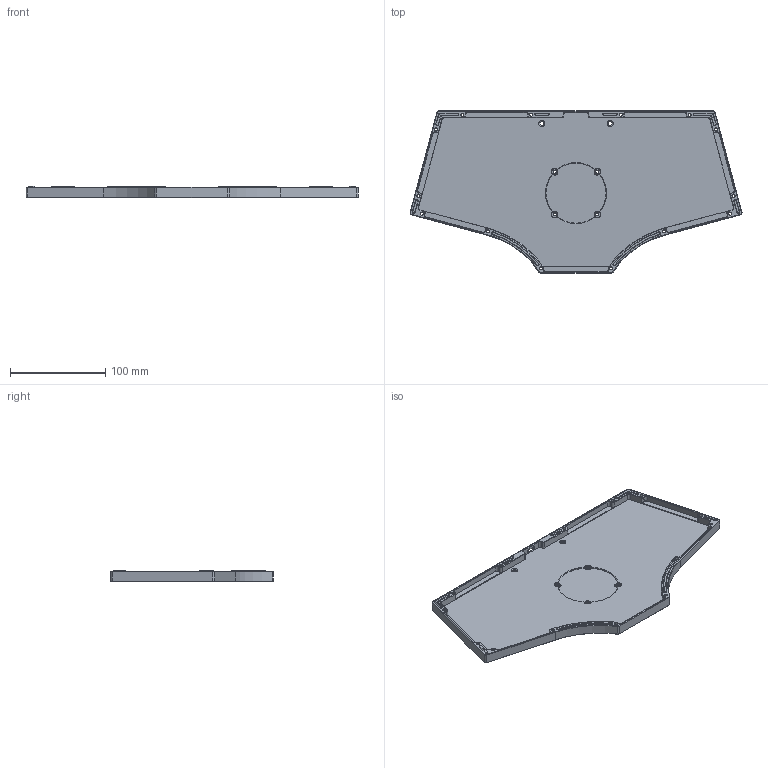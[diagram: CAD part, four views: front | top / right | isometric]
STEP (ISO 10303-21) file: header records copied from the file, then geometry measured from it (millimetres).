
FILE_DESCRIPTION(/* description */ (''),/* implementation_level */ '2;1');
FILE_NAME(/* name */ 'Case Bottom.step',/* time_stamp */ '2023-08-17T01:30:54+01:00',/* author */ (''),/* organization */ (''),/* preprocessor_version */ 'ST-DEVELOPER v20',/* originating_system */ 'Autodesk Translation Framework v12.9.0.99',/* authorisation */ '');
FILE_SCHEMA (('AUTOMOTIVE_DESIGN { 1 0 10303 214 3 1 1 }'));
Length unit declared in the file: millimetre
Products named in the file (1): Case Bottom
Bounding box: 348.46 x 170.04 x 11.78 mm (x, y, z)
Volume: 168407.4 mm3; surface area: 108148.7 mm2
Topology: 1 solids, 1 shells, 430 faces, 1023 edges, 606 vertices
Faces by surface type: plane 164, cone 146, cylinder 120
Full cylindrical faces by diameter (mm): 3.2 x18, 4.5 x2, 12.6 x10
Entity records: 12390 total; most frequent: DIRECTION 2257, CARTESIAN_POINT 2159, ORIENTED_EDGE 2030, EDGE_CURVE 1015, AXIS2_PLACEMENT_3D 828, VERTEX_POINT 606, LINE 601, VECTOR 601
